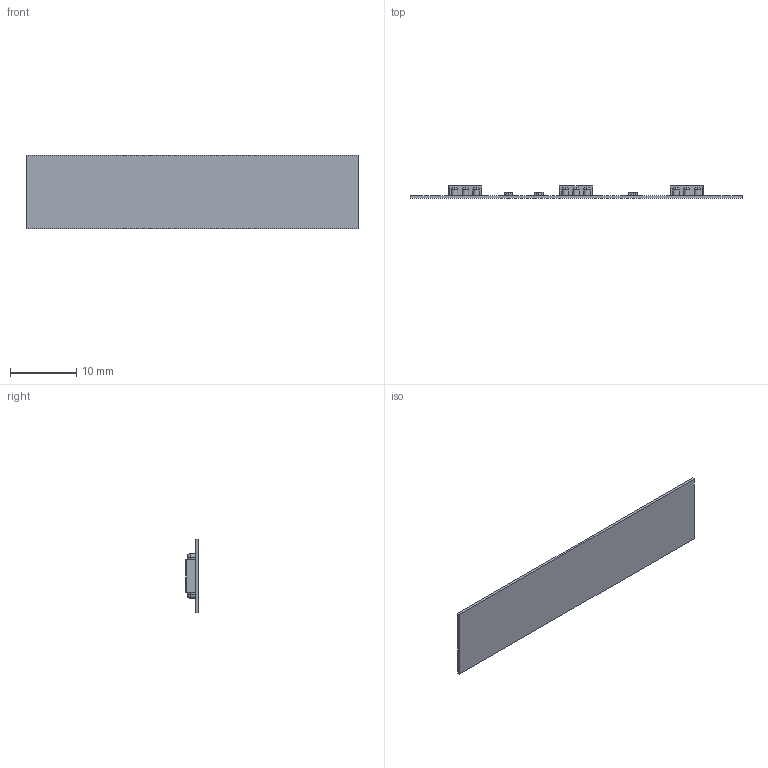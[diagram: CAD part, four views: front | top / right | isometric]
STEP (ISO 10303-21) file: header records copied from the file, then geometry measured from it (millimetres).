
FILE_DESCRIPTION (( 'STEP AP214' ), '1' );
FILE_NAME ('flexstripe24v.STEP', '2014-08-24T10:47:54', ( 'mallias' ), ( '' ), 'SwSTEP 2.0', 'SolidWorks 2014', '' );
FILE_SCHEMA (( 'AUTOMOTIVE_DESIGN' ));
Length unit declared in the file: millimetre
Products named in the file (2): flexstripe24v
Bounding box: 50 x 1.9 x 11 mm (x, y, z)
Volume: 349.8 mm3; surface area: 1541.1 mm2
Topology: 31 solids, 31 shells, 751 faces, 1827 edges, 1158 vertices
Faces by surface type: plane 461, cylinder 124, bspline 88, torus 54, sphere 24
Entity records: 31655 total; most frequent: CARTESIAN_POINT 8494, ORIENTED_EDGE 3606, DIRECTION 3283, EDGE_CURVE 1803, LINE 1277, VECTOR 1277, VERTEX_POINT 1158, AXIS2_PLACEMENT_3D 1003
